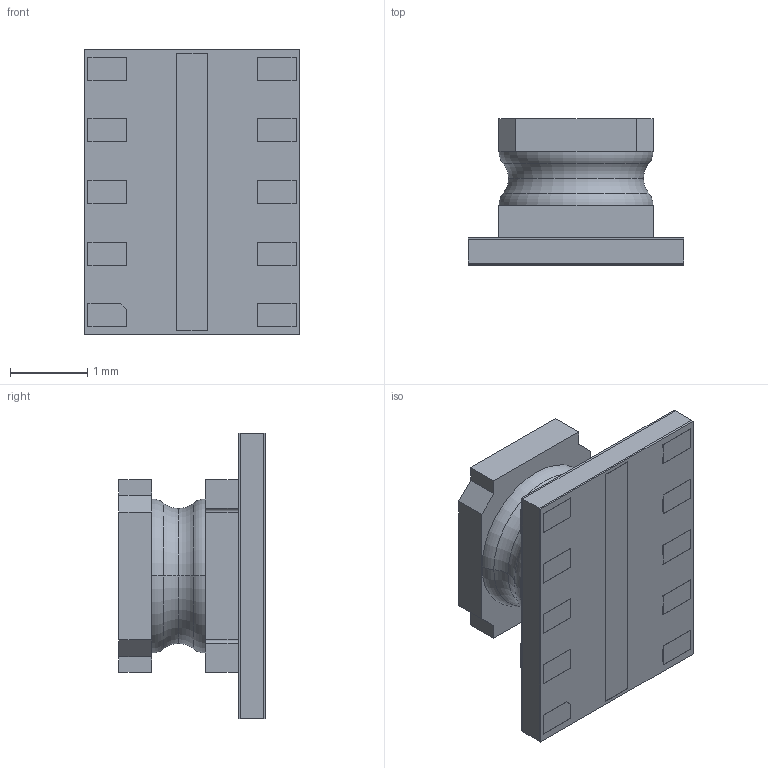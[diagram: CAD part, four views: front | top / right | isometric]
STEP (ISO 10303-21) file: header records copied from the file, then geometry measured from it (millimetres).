
FILE_DESCRIPTION (( 'STEP AP214' ), '1' );
FILE_NAME ('TPSM265R1SILR.STEP', '2021-04-04T01:25:39', ( '' ), ( '' ), 'SwSTEP 2.0', 'SolidWorks 2017', '' );
FILE_SCHEMA (( 'AUTOMOTIVE_DESIGN' ));
Length unit declared in the file: millimetre
Products named in the file (1): TPSM265R1SILR
Bounding box: 2.8 x 1.9 x 3.7 mm (x, y, z)
Volume: 9.7 mm3; surface area: 80.9 mm2
Topology: 16 solids, 16 shells, 194 faces, 432 edges, 286 vertices
Faces by surface type: plane 176, cylinder 10, torus 8
Entity records: 5463 total; most frequent: CARTESIAN_POINT 913, ORIENTED_EDGE 864, DIRECTION 860, EDGE_CURVE 432, VECTOR 394, LINE 394, VERTEX_POINT 286, AXIS2_PLACEMENT_3D 233
